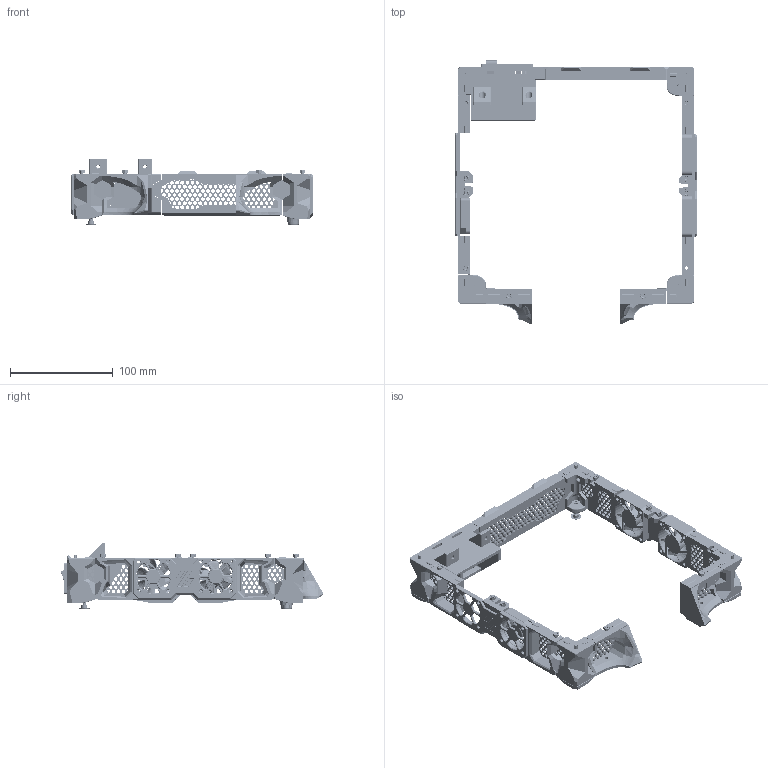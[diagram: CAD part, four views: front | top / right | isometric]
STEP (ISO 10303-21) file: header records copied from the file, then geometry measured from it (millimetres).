
FILE_DESCRIPTION(/* description */ (''),/* implementation_level */ '2;1');
FILE_NAME(/* name */ 'V0.2_Stealth_Skirts.step',/* time_stamp */ '2023-02-15T10:39:05-06:00',/* author */ (''),/* organization */ (''),/* preprocessor_version */ 'ST-DEVELOPER v19.2',/* originating_system */ 'Autodesk Translation Framework v11.17.0.187',/* authorisation */ '');
FILE_SCHEMA (('AUTOMOTIVE_DESIGN { 1 0 10303 214 3 1 1 }'));
Products named in the file (95): V0.2_Stealth_Skirts_v6; Stealth_Skirts; Feet:1; Mains Inlet Foot:1; Printed Parts (1):1; Foot Accent:1; Mains Inlet Foot (1):1; Mains Inlet:1; Hardware (4):1; Screws (4):1; Threaded Inserts (3):1; Front Left Foot:1; Printed Parts (2):1; Front Left Foot (1):1; Foot Accent (1):1; Hardware (3):1; Screws (3):1; M2x10 Self Tapper:10; M2x10 Self Tapper:9; M3x40 BHCS:3; M3x10 BHCS:4; M3 Threaded Insert:2; Rubber Feet:1; Rubber Foot:2; Front Right Foot:1; Printed Parts:1; Front Right Foot (1):1; Foot Accent (2):1; Hardware (1):1; Screws (1):1; M3x10 BHCS:3; M2x10 Self Tapper:11; M2x10 Self Tapper:12; M3x40 BHCS:1; Threaded Inserts (1):1; M3 Threaded Insert:3; Rubber Foot:1; Rear_Right_Foot:1; Hardware (4):1_1; Screws (4):1_1 ...
Assembly tree (101 placements, depth 7):
  V0.2_Stealth_Skirts_v6
    Stealth_Skirts
      Feet:1
        Mains Inlet Foot:1
          Printed Parts (1):1
            Foot Accent:1
            Mains Inlet Foot (1):1
          Mains Inlet:1
          Hardware (4):1
            Screws (4):1
              M3x10 BHCS:2
              M2x10 Self Tapper:5
              M2x10 Self Tapper:6
              M3x40 BHCS:2
            Threaded Inserts (3):1
              M3 Threaded Insert:1
            Rubber Foot:4
        Front Left Foot:1
          Printed Parts (2):1
            Front Left Foot (1):1
            Foot Accent (1):1
          Hardware (3):1
            Screws (3):1
              M2x10 Self Tapper:10
              M2x10 Self Tapper:9
              M3x40 BHCS:3
              M3x10 BHCS:4
            M3 Threaded Insert:2
            Rubber Feet:1
              Rubber Foot:2
        Front Right Foot:1
          Printed Parts:1
            Front Right Foot (1):1
            Foot Accent (2):1
          Hardware (1):1
            Screws (1):1
              M3x10 BHCS:3
              M2x10 Self Tapper:11
              M2x10 Self Tapper:12
              M3x40 BHCS:1
            Threaded Inserts (1):1
              M3 Threaded Insert:3
            Rubber Foot:1
        Rear_Right_Foot:1
          Hardware (4):1_1
            Screws (4):1_1
              M3x10 BHCS:2
              M2x10 Self Tapper:5
              M2x10 Self Tapper:6
              M3x40 BHCS:2
            Threaded Inserts (3):1_1
              M3 Threaded Insert:1
            Rubber Foot:4
          Printed Parts (3):1
            Rear Right Foot:1
            Foot Accent (3):1
      Left Front Skirt:1
        Logo Insert:2
      Right Front Skirt:1
        Logo Insert:2
Bounding box: 235.36 x 256.15 x 64.2 mm (x, y, z)
Volume: 266257.3 mm3; surface area: 180553.3 mm2
Topology: 89 solids, 89 shells, 8697 faces, 23965 edges, 15616 vertices
Faces by surface type: plane 4749, bspline 2238, cylinder 1157, cone 460, torus 70, sphere 23
Full cylindrical faces by diameter (mm): 1.28 x88, 1.6 x8, 2.2 x72, 2.4 x8, 3 x32, 3.3 x16, 3.4 x32, 3.45 x12, 3.75 x8, 4 x8, 4.2 x1, 4.3 x3, 4.7 x3, 5.05 x4, 5.16 x4, 5.56 x4, 5.7 x19, 5.8 x4, 6 x6, 6.2 x4, 12 x1, 14 x1, 18.8 x2, 19.2 x2, 20 x2, 33.4 x1, 33.5 x2, 38 x2, 39 x2
Entity records: 290476 total; most frequent: CARTESIAN_POINT 92447, ORIENTED_EDGE 43772, DIRECTION 35598, EDGE_CURVE 21886, LINE 15192, VECTOR 15192, VERTEX_POINT 14252, AXIS2_PLACEMENT_3D 10203
